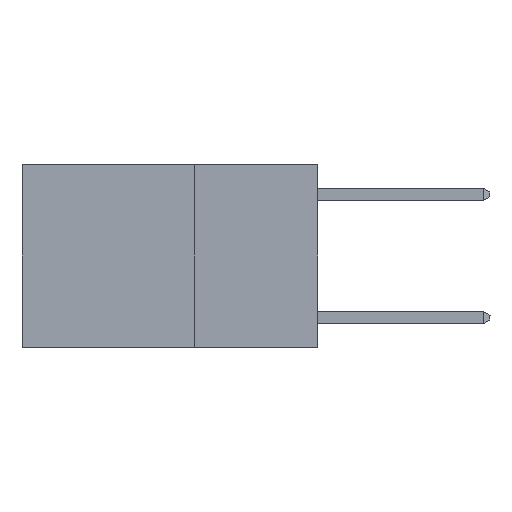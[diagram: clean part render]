
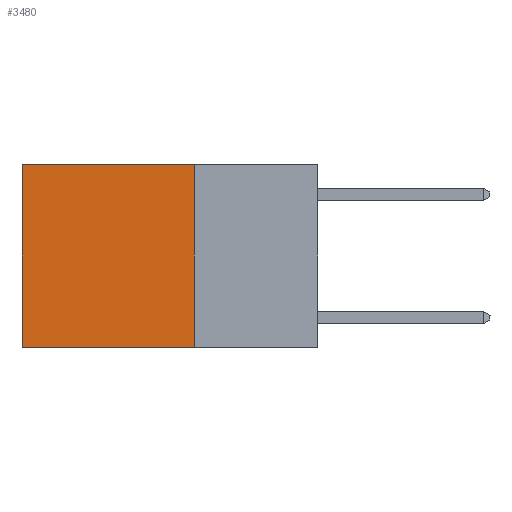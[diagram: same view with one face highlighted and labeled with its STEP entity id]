
A CAD part, left-side view. The second image highlights one B-rep face of the part: STEP entity #3480.
In plain terms, the highlighted planar face has unit normal (-1, 0, 0).
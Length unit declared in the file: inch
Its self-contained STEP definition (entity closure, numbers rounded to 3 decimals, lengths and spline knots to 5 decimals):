
#105 = CARTESIAN_POINT ( 'NONE',  ( 0.2625, 0.25, -0.37 ) ) ;
#122 = LINE ( 'NONE', #7258, #6672 ) ;
#133 = PLANE ( 'NONE',  #6557 ) ;
#233 = CARTESIAN_POINT ( 'NONE',  ( 0.2625, 0.25, 0. ) ) ;
#252 = FACE_OUTER_BOUND ( 'NONE', #7142, .T. ) ;
#542 = DIRECTION ( 'NONE',  ( 0., 0., -1. ) ) ;
#618 = CARTESIAN_POINT ( 'NONE',  ( 0.2625, 0.25, -0.37 ) ) ;
#775 = CARTESIAN_POINT ( 'NONE',  ( 0.2625, 0.6, 0. ) ) ;
#1352 = ORIENTED_EDGE ( 'NONE', *, *, #11057, .T. ) ;
#1390 = EDGE_CURVE ( 'NONE', #11061, #7820, #9792, .T. ) ;
#1414 = EDGE_CURVE ( 'NONE', #7820, #2344, #11972, .T. ) ;
#1474 = DIRECTION ( 'NONE',  ( 0., 1., 0. ) ) ;
#1560 = CARTESIAN_POINT ( 'NONE',  ( 0.2625, 0.25, 0. ) ) ;
#2344 = VERTEX_POINT ( 'NONE', #5927 ) ;
#3079 = VECTOR ( 'NONE', #1474, 39.37008 ) ;
#3480 = ADVANCED_FACE ( 'NONE', ( #252 ), #133, .F. ) ;
#3979 = DIRECTION ( 'NONE',  ( 0., 0., -1. ) ) ;
#4729 = ORIENTED_EDGE ( 'NONE', *, *, #1414, .F. ) ;
#5927 = CARTESIAN_POINT ( 'NONE',  ( 0.2625, 0.6, -0.37 ) ) ;
#6113 = CARTESIAN_POINT ( 'NONE',  ( 0.2625, 0.25, 0. ) ) ;
#6557 = AXIS2_PLACEMENT_3D ( 'NONE', #233, #10533, #3979 ) ;
#6672 = VECTOR ( 'NONE', #7215, 39.37008 ) ;
#7142 = EDGE_LOOP ( 'NONE', ( #1352, #4729, #9416, #11716 ) ) ;
#7215 = DIRECTION ( 'NONE',  ( 0., 0., -1. ) ) ;
#7258 = CARTESIAN_POINT ( 'NONE',  ( 0.2625, 0.6, 0. ) ) ;
#7790 = LINE ( 'NONE', #1560, #3079 ) ;
#7820 = VERTEX_POINT ( 'NONE', #105 ) ;
#8086 = EDGE_CURVE ( 'NONE', #11061, #9149, #7790, .T. ) ;
#9124 = CARTESIAN_POINT ( 'NONE',  ( 0.2625, 0.25, 0. ) ) ;
#9149 = VERTEX_POINT ( 'NONE', #775 ) ;
#9416 = ORIENTED_EDGE ( 'NONE', *, *, #1390, .F. ) ;
#9792 = LINE ( 'NONE', #6113, #10823 ) ;
#10120 = DIRECTION ( 'NONE',  ( 0., 1., 0. ) ) ;
#10533 = DIRECTION ( 'NONE',  ( 1., 0., 0. ) ) ;
#10823 = VECTOR ( 'NONE', #542, 39.37008 ) ;
#10985 = VECTOR ( 'NONE', #10120, 39.37008 ) ;
#11057 = EDGE_CURVE ( 'NONE', #9149, #2344, #122, .T. ) ;
#11061 = VERTEX_POINT ( 'NONE', #9124 ) ;
#11716 = ORIENTED_EDGE ( 'NONE', *, *, #8086, .T. ) ;
#11972 = LINE ( 'NONE', #618, #10985 ) ;
